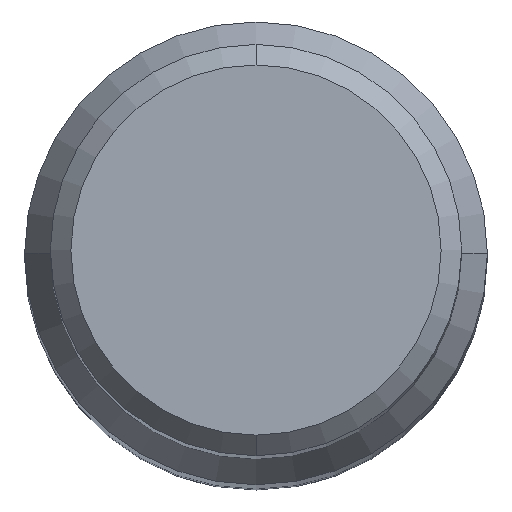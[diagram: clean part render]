
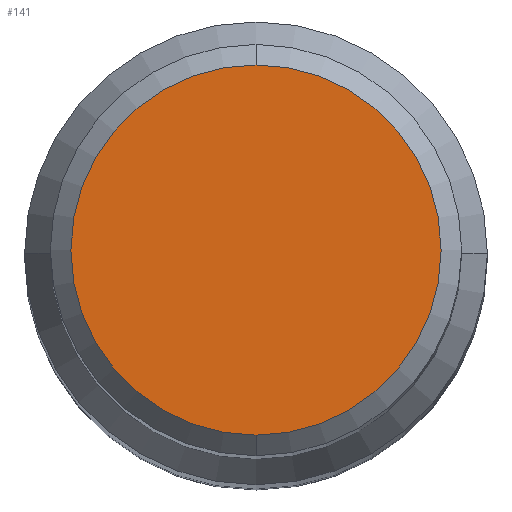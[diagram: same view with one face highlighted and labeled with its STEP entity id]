
A CAD part, top view. The second image highlights one B-rep face of the part: STEP entity #141.
In plain terms, the highlighted planar face has unit normal (0, 0, 1).
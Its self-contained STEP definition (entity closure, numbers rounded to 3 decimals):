
#135=EDGE_CURVE('',#155,#209,#284,.T.);
#141=ADVANCED_FACE('',(#290),#291,.T.);
#155=VERTEX_POINT('',#307);
#173=EDGE_CURVE('',#209,#155,#330,.T.);
#209=VERTEX_POINT('',#370);
#284=CIRCLE('',#455,3.6);
#290=FACE_OUTER_BOUND('',#462,.T.);
#291=PLANE('',#463);
#307=CARTESIAN_POINT('',(0.,-3.6,0.0));
#330=CIRCLE('',#506,3.6);
#370=CARTESIAN_POINT('',(0.0,3.6,0.0));
#455=AXIS2_PLACEMENT_3D('',#615,#616,#617);
#462=EDGE_LOOP('',(#622,#623));
#463=AXIS2_PLACEMENT_3D('',#624,#625,#626);
#506=AXIS2_PLACEMENT_3D('',#692,#693,#694);
#615=CARTESIAN_POINT('',(0.0,0.0,0.0));
#616=DIRECTION('',(0.0,0.0,-1.0));
#617=DIRECTION('',(0.0,1.0,0.0));
#622=ORIENTED_EDGE('',*,*,#173,.F.);
#623=ORIENTED_EDGE('',*,*,#135,.F.);
#624=CARTESIAN_POINT('',(0.0,1.8,0.0));
#625=DIRECTION('',(-0.0,0.0,1.0));
#626=DIRECTION('',(0.0,-1.0,0.0));
#692=CARTESIAN_POINT('',(0.0,0.0,0.0));
#693=DIRECTION('',(0.0,0.0,-1.0));
#694=DIRECTION('',(0.0,1.0,0.0));
